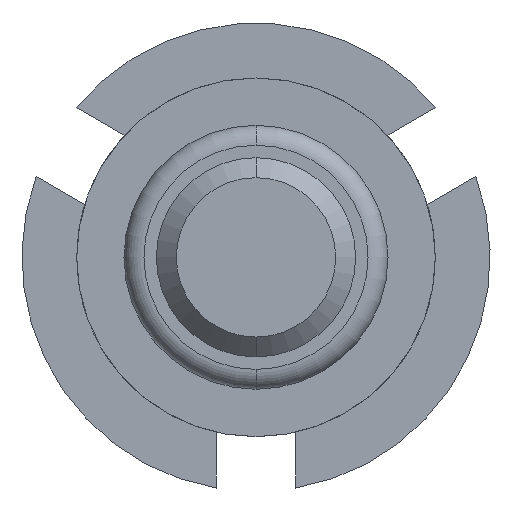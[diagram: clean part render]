
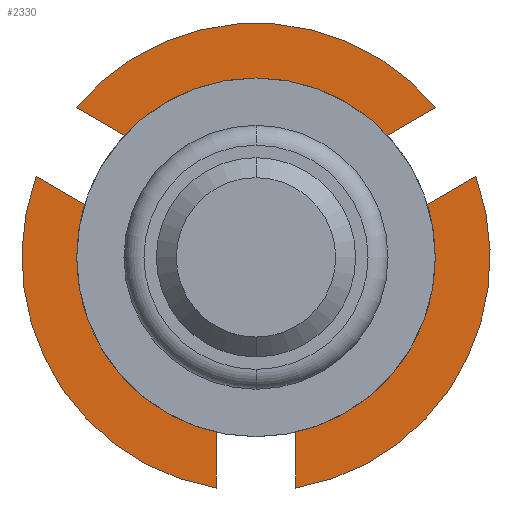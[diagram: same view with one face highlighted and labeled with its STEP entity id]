
A CAD part, front view. The second image highlights one B-rep face of the part: STEP entity #2330.
In plain terms, the highlighted planar face has unit normal (0, -1, 0).
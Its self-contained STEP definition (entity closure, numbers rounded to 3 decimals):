
#34 = VECTOR ( 'NONE', #42, 1000. ) ;
#42 = DIRECTION ( 'NONE',  ( -1., 0., 0. ) ) ;
#43 = DIRECTION ( 'NONE',  ( 0.839, 0., -0.545 ) ) ;
#53 = VECTOR ( 'NONE', #1354, 1000. ) ;
#72 = CARTESIAN_POINT ( 'NONE',  ( 0.4, 5.5, -1.6 ) ) ;
#80 = CARTESIAN_POINT ( 'NONE',  ( 1.805, 5.5, 1.504 ) ) ;
#118 = VECTOR ( 'NONE', #3065, 1000. ) ;
#122 = LINE ( 'NONE', #564, #2614 ) ;
#135 = LINE ( 'NONE', #3456, #34 ) ;
#168 = EDGE_CURVE ( 'Defeature ausgef�hrt4_38+Defeature ausgef�hrt4_26+Defeature ausgef�hrt4_39+Defeature ausgef�hrt4_20', #484, #2652, #1210, .T. ) ;
#177 = CARTESIAN_POINT ( 'NONE',  ( -1.586, 5.5, 0.454 ) ) ;
#178 = ORIENTED_EDGE ( 'NONE', *, *, #1847, .F. ) ;
#212 = CARTESIAN_POINT ( 'NONE',  ( 2.205, 5.5, 0.811 ) ) ;
#252 = CARTESIAN_POINT ( 'NONE',  ( -0.4, 5.5, -2.316 ) ) ;
#270 = DIRECTION ( 'NONE',  ( 0., 0., -1. ) ) ;
#277 = FACE_OUTER_BOUND ( 'NONE', #763, .T. ) ;
#370 = VERTEX_POINT ( 'NONE', #2080 ) ;
#420 = CARTESIAN_POINT ( 'NONE',  ( 0., 5.5, 0. ) ) ;
#447 = ORIENTED_EDGE ( 'NONE', *, *, #3009, .F. ) ;
#448 = VECTOR ( 'NONE', #1733, 1000. ) ;
#449 = CARTESIAN_POINT ( 'NONE',  ( -1.386, 5.5, 0.8 ) ) ;
#463 = DIRECTION ( 'NONE',  ( 0.5, 0., 0.866 ) ) ;
#484 = VERTEX_POINT ( 'NONE', #3728 ) ;
#505 = ORIENTED_EDGE ( 'NONE', *, *, #1639, .F. ) ;
#511 = VERTEX_POINT ( 'NONE', #983 ) ;
#529 = LINE ( 'NONE', #1030, #1436 ) ;
#564 = CARTESIAN_POINT ( 'NONE',  ( 0.2, 5.5, 0.346 ) ) ;
#572 = ORIENTED_EDGE ( 'NONE', *, *, #168, .F. ) ;
#626 = EDGE_CURVE ( 'Defeature ausgef�hrt4_37+Defeature ausgef�hrt4_26+Defeature ausgef�hrt4_20+Defeature ausgef�hrt4_36', #944, #4420, #3738, .T. ) ;
#628 = LINE ( 'NONE', #770, #1607 ) ;
#683 = CARTESIAN_POINT ( 'NONE',  ( 0., 5.5, 0. ) ) ;
#763 = EDGE_LOOP ( 'NONE', ( #447, #2174, #3201, #1610, #2191, #4370, #1755, #830, #572, #178, #3240, #505 ) ) ;
#770 = CARTESIAN_POINT ( 'NONE',  ( -0.2, 5.5, 0.346 ) ) ;
#821 = CARTESIAN_POINT ( 'NONE',  ( 0.4, 5.5, 0. ) ) ;
#830 = ORIENTED_EDGE ( 'NONE', *, *, #3830, .F. ) ;
#832 = EDGE_CURVE ( 'Defeature ausgef�hrt4_34+Defeature ausgef�hrt4_26+Defeature ausgef�hrt4_35+Defeature ausgef�hrt4_43', #2985, #3020, #2760, .T. ) ;
#851 = DIRECTION ( 'NONE',  ( 0., 0., 1. ) ) ;
#923 = EDGE_CURVE ( 'Defeature ausgef�hrt4_28+Defeature ausgef�hrt4_26+Defeature ausgef�hrt4_29+Defeature ausgef�hrt4_27', #511, #1963, #2081, .T. ) ;
#944 = VERTEX_POINT ( 'NONE', #3098 ) ;
#983 = CARTESIAN_POINT ( 'NONE',  ( 1.655, 5.5, 0. ) ) ;
#987 = DIRECTION ( 'NONE',  ( 0., 0., -1. ) ) ;
#1015 = LINE ( 'NONE', #4062, #118 ) ;
#1030 = CARTESIAN_POINT ( 'NONE',  ( 0., 5.5, -1.075 ) ) ;
#1040 = CARTESIAN_POINT ( 'NONE',  ( 1.386, 5.5, 0.8 ) ) ;
#1087 = CARTESIAN_POINT ( 'NONE',  ( -1.655, 5.5, 0. ) ) ;
#1126 = DIRECTION ( 'NONE',  ( 0., 0., -1. ) ) ;
#1155 = CARTESIAN_POINT ( 'NONE',  ( -1.186, 5.5, 1.146 ) ) ;
#1210 = LINE ( 'NONE', #2289, #3995 ) ;
#1268 = DIRECTION ( 'NONE',  ( 0.866, 0., 0.5 ) ) ;
#1316 = VECTOR ( 'NONE', #851, 1000. ) ;
#1342 = DIRECTION ( 'NONE',  ( 0., -1., 0. ) ) ;
#1354 = DIRECTION ( 'NONE',  ( -0.839, 0., 0.545 ) ) ;
#1409 = EDGE_CURVE ( 'Defeature ausgef�hrt4_35+Defeature ausgef�hrt4_26+Defeature ausgef�hrt4_36+Defeature ausgef�hrt4_34', #2036, #2985, #3553, .T. ) ;
#1436 = VECTOR ( 'NONE', #43, 1000. ) ;
#1452 = EDGE_CURVE ( 'Defeature ausgef�hrt4_36+Defeature ausgef�hrt4_26+Defeature ausgef�hrt4_37+Defeature ausgef�hrt4_35', #4420, #2036, #135, .T. ) ;
#1463 = CARTESIAN_POINT ( 'NONE',  ( 0., 5.5, 1.075 ) ) ;
#1523 = CARTESIAN_POINT ( 'NONE',  ( -1.655, 5.5, 0. ) ) ;
#1552 = VECTOR ( 'NONE', #2877, 1000. ) ;
#1607 = VECTOR ( 'NONE', #2751, 1000. ) ;
#1610 = ORIENTED_EDGE ( 'NONE', *, *, #832, .F. ) ;
#1639 = EDGE_CURVE ( 'Defeature ausgef�hrt4_19+Defeature ausgef�hrt4_26+Defeature ausgef�hrt4_41+Defeature ausgef�hrt4_40', #3876, #3835, #3550, .T. ) ;
#1726 = PLANE ( 'NONE',  #3260 ) ;
#1733 = DIRECTION ( 'NONE',  ( 0.5, 0., -0.866 ) ) ;
#1755 = ORIENTED_EDGE ( 'NONE', *, *, #626, .F. ) ;
#1804 = LINE ( 'NONE', #1967, #3405 ) ;
#1846 = ORIENTED_EDGE ( 'NONE', *, *, #3149, .F. ) ;
#1847 = EDGE_CURVE ( 'Defeature ausgef�hrt4_39+Defeature ausgef�hrt4_26+Defeature ausgef�hrt4_40+Defeature ausgef�hrt4_38', #3846, #484, #3122, .T. ) ;
#1963 = VERTEX_POINT ( 'NONE', #1463 ) ;
#1967 = CARTESIAN_POINT ( 'NONE',  ( 1.655, 5.5, 0. ) ) ;
#2036 = VERTEX_POINT ( 'NONE', #4226 ) ;
#2071 = EDGE_CURVE ( 'Defeature ausgef�hrt4_27+Defeature ausgef�hrt4_26+Defeature ausgef�hrt4_28+Defeature ausgef�hrt4_30', #1963, #2490, #3057, .T. ) ;
#2080 = CARTESIAN_POINT ( 'NONE',  ( 0., 5.5, -1.075 ) ) ;
#2081 = LINE ( 'NONE', #3807, #53 ) ;
#2088 = CARTESIAN_POINT ( 'NONE',  ( -0.4, 5.5, 0. ) ) ;
#2121 = CARTESIAN_POINT ( 'NONE',  ( 0., 5.5, 0. ) ) ;
#2174 = ORIENTED_EDGE ( 'NONE', *, *, #3351, .F. ) ;
#2191 = ORIENTED_EDGE ( 'NONE', *, *, #1409, .F. ) ;
#2289 = CARTESIAN_POINT ( 'NONE',  ( 0.2, 5.5, -0.346 ) ) ;
#2330 = ADVANCED_FACE ( 'Defeature ausgef�hrt4_26', ( #277, #3819 ), #1726, .T. ) ;
#2349 = AXIS2_PLACEMENT_3D ( 'NONE', #3698, #4036, #270 ) ;
#2490 = VERTEX_POINT ( 'NONE', #1087 ) ;
#2541 = CARTESIAN_POINT ( 'NONE',  ( -1.805, 5.5, 1.504 ) ) ;
#2589 = CARTESIAN_POINT ( 'NONE',  ( -2.205, 5.5, 0.811 ) ) ;
#2614 = VECTOR ( 'NONE', #2949, 1000. ) ;
#2632 = VECTOR ( 'NONE', #3849, 1000. ) ;
#2652 = VERTEX_POINT ( 'NONE', #212 ) ;
#2663 = DIRECTION ( 'NONE',  ( 0.839, 0., 0.545 ) ) ;
#2751 = DIRECTION ( 'NONE',  ( -0.866, 0., -0.5 ) ) ;
#2760 = CIRCLE ( 'NONE', #2349, 2.35 ) ;
#2787 = CARTESIAN_POINT ( 'NONE',  ( 1.186, 5.5, 1.146 ) ) ;
#2802 = DIRECTION ( 'NONE',  ( 0., 1., 0. ) ) ;
#2877 = DIRECTION ( 'NONE',  ( -0.839, 0., -0.545 ) ) ;
#2949 = DIRECTION ( 'NONE',  ( -0.866, 0., 0.5 ) ) ;
#2985 = VERTEX_POINT ( 'NONE', #252 ) ;
#3009 = EDGE_CURVE ( 'Defeature ausgef�hrt4_41+Defeature ausgef�hrt4_26+Defeature ausgef�hrt4_42+Defeature ausgef�hrt4_19', #3288, #3876, #122, .T. ) ;
#3020 = VERTEX_POINT ( 'NONE', #2589 ) ;
#3057 = LINE ( 'NONE', #1523, #1552 ) ;
#3065 = DIRECTION ( 'NONE',  ( 0.866, 0., -0.5 ) ) ;
#3068 = AXIS2_PLACEMENT_3D ( 'NONE', #420, #2802, #1126 ) ;
#3098 = CARTESIAN_POINT ( 'NONE',  ( 0.4, 5.5, -2.316 ) ) ;
#3122 = LINE ( 'NONE', #1040, #448 ) ;
#3149 = EDGE_CURVE ( 'Defeature ausgef�hrt4_30+Defeature ausgef�hrt4_26+Defeature ausgef�hrt4_27+Defeature ausgef�hrt4_29', #2490, #370, #529, .T. ) ;
#3156 = LINE ( 'NONE', #449, #4275 ) ;
#3201 = ORIENTED_EDGE ( 'NONE', *, *, #3715, .F. ) ;
#3240 = ORIENTED_EDGE ( 'NONE', *, *, #3760, .F. ) ;
#3260 = AXIS2_PLACEMENT_3D ( 'NONE', #683, #1342, #987 ) ;
#3288 = VERTEX_POINT ( 'NONE', #1155 ) ;
#3351 = EDGE_CURVE ( 'Defeature ausgef�hrt4_42+Defeature ausgef�hrt4_26+Defeature ausgef�hrt4_43+Defeature ausgef�hrt4_41', #3401, #3288, #3156, .T. ) ;
#3401 = VERTEX_POINT ( 'NONE', #177 ) ;
#3405 = VECTOR ( 'NONE', #2663, 1000. ) ;
#3456 = CARTESIAN_POINT ( 'NONE',  ( 0., 5.5, -1.6 ) ) ;
#3523 = DIRECTION ( 'NONE',  ( 0., 0., -1. ) ) ;
#3550 = CIRCLE ( 'NONE', #4390, 2.35 ) ;
#3553 = LINE ( 'NONE', #2088, #2632 ) ;
#3625 = ORIENTED_EDGE ( 'NONE', *, *, #923, .F. ) ;
#3698 = CARTESIAN_POINT ( 'NONE',  ( 0., 5.5, 0. ) ) ;
#3715 = EDGE_CURVE ( 'Defeature ausgef�hrt4_43+Defeature ausgef�hrt4_26+Defeature ausgef�hrt4_34+Defeature ausgef�hrt4_42', #3020, #3401, #1015, .T. ) ;
#3728 = CARTESIAN_POINT ( 'NONE',  ( 1.586, 5.5, 0.454 ) ) ;
#3738 = LINE ( 'NONE', #821, #1316 ) ;
#3760 = EDGE_CURVE ( 'Defeature ausgef�hrt4_40+Defeature ausgef�hrt4_26+Defeature ausgef�hrt4_19+Defeature ausgef�hrt4_39', #3835, #3846, #628, .T. ) ;
#3807 = CARTESIAN_POINT ( 'NONE',  ( 0., 5.5, 1.075 ) ) ;
#3819 = FACE_BOUND ( 'NONE', #4374, .T. ) ;
#3830 = EDGE_CURVE ( 'Defeature ausgef�hrt4_20+Defeature ausgef�hrt4_26+Defeature ausgef�hrt4_38+Defeature ausgef�hrt4_37', #2652, #944, #4320, .T. ) ;
#3835 = VERTEX_POINT ( 'NONE', #80 ) ;
#3846 = VERTEX_POINT ( 'NONE', #2787 ) ;
#3849 = DIRECTION ( 'NONE',  ( 0., 0., -1. ) ) ;
#3855 = ORIENTED_EDGE ( 'NONE', *, *, #4269, .F. ) ;
#3876 = VERTEX_POINT ( 'NONE', #2541 ) ;
#3995 = VECTOR ( 'NONE', #1268, 1000. ) ;
#4036 = DIRECTION ( 'NONE',  ( 0., 1., 0. ) ) ;
#4062 = CARTESIAN_POINT ( 'NONE',  ( -0.2, 5.5, -0.346 ) ) ;
#4205 = DIRECTION ( 'NONE',  ( 0., 1., 0. ) ) ;
#4225 = ORIENTED_EDGE ( 'NONE', *, *, #2071, .F. ) ;
#4226 = CARTESIAN_POINT ( 'NONE',  ( -0.4, 5.5, -1.6 ) ) ;
#4269 = EDGE_CURVE ( 'Defeature ausgef�hrt4_29+Defeature ausgef�hrt4_26+Defeature ausgef�hrt4_30+Defeature ausgef�hrt4_28', #370, #511, #1804, .T. ) ;
#4275 = VECTOR ( 'NONE', #463, 1000. ) ;
#4320 = CIRCLE ( 'NONE', #3068, 2.35 ) ;
#4370 = ORIENTED_EDGE ( 'NONE', *, *, #1452, .F. ) ;
#4374 = EDGE_LOOP ( 'NONE', ( #3625, #3855, #1846, #4225 ) ) ;
#4390 = AXIS2_PLACEMENT_3D ( 'NONE', #2121, #4205, #3523 ) ;
#4420 = VERTEX_POINT ( 'NONE', #72 ) ;
